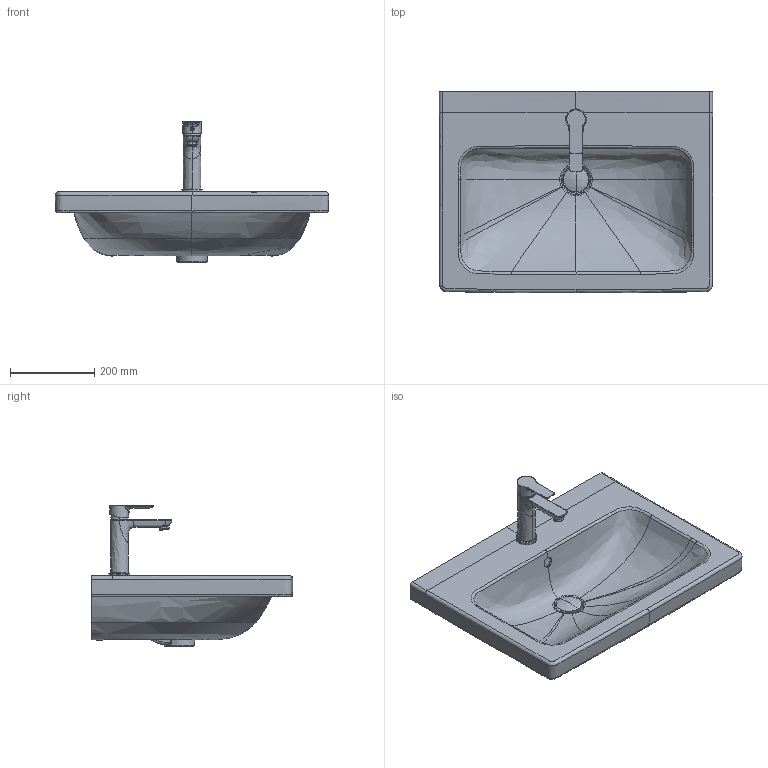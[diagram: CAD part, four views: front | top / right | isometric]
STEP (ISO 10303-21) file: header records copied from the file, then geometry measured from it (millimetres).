
FILE_DESCRIPTION(/* description */ (''),/* implementation_level */ '2;1');
FILE_NAME(/* name */ '2399650000',/* time_stamp */ '2023-07-19T10:06:20+02:00',/* author */ (''),/* organization */ (''),/* preprocessor_version */ 'ST-DEVELOPER v15',/* originating_system */ '',/* authorisation */ '');
FILE_SCHEMA (('AUTOMOTIVE_DESIGN'));
Length unit declared in the file: millimetre
Products named in the file (1): Document
Bounding box: 650.29 x 480.19 x 334.34 mm (x, y, z)
Volume: 16151207.9 mm3; surface area: 1080821.8 mm2
Topology: 5 solids, 11 shells, 426 faces, 1030 edges, 620 vertices
Faces by surface type: bspline 357, plane 69
Entity records: 108477 total; most frequent: CARTESIAN_POINT 102372, ORIENTED_EDGE 2014, EDGE_CURVE 1023, B_SPLINE_CURVE_WITH_KNOTS 674, VERTEX_POINT 620, EDGE_LOOP 455, ADVANCED_FACE 426, FACE_OUTER_BOUND 426
